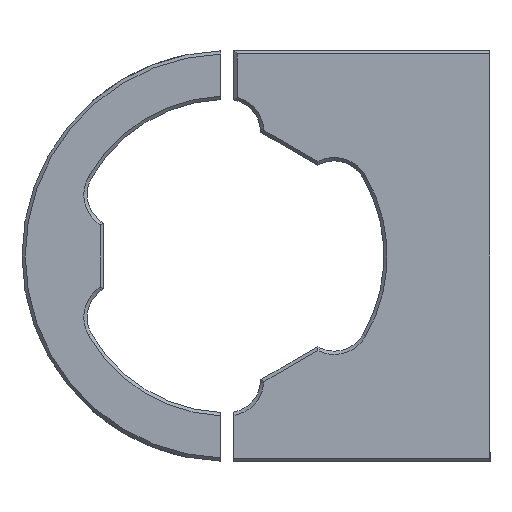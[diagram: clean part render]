
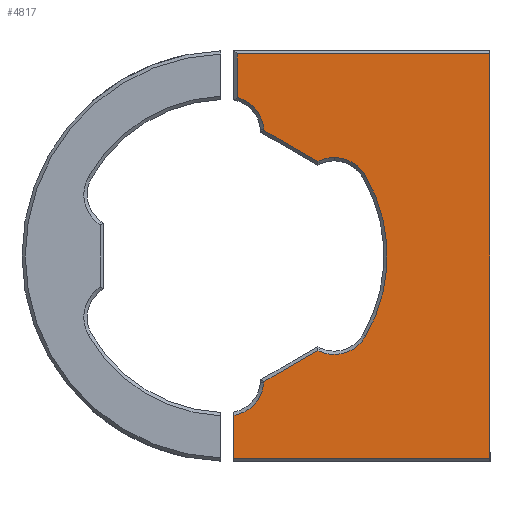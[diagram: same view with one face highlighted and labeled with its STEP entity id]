
A CAD part, left-side view. The second image highlights one B-rep face of the part: STEP entity #4817.
In plain terms, the highlighted planar face has unit normal (-1, 0, 0).
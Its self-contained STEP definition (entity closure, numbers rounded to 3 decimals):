
#2 = VERTEX_POINT ( 'NONE', #4501 ) ;
#5 = VERTEX_POINT ( 'NONE', #4503 ) ;
#6 = VERTEX_POINT ( 'NONE', #4502 ) ;
#27 = VERTEX_POINT ( 'NONE', #4524 ) ;
#29 = VERTEX_POINT ( 'NONE', #4526 ) ;
#30 = VERTEX_POINT ( 'NONE', #4527 ) ;
#33 = VERTEX_POINT ( 'NONE', #4530 ) ;
#38 = VERTEX_POINT ( 'NONE', #4535 ) ;
#41 = VERTEX_POINT ( 'NONE', #4538 ) ;
#42 = VERTEX_POINT ( 'NONE', #4539 ) ;
#44 = VERTEX_POINT ( 'NONE', #4541 ) ;
#46 = VERTEX_POINT ( 'NONE', #4543 ) ;
#49 = VERTEX_POINT ( 'NONE', #4546 ) ;
#51 = VERTEX_POINT ( 'NONE', #4548 ) ;
#254 = EDGE_LOOP ( 'NONE', ( #756, #757, #758, #759, #760, #761, #762, #763, #764, #765, #766, #767, #768, #896, #897, #898, #899 ) ) ;
#386 = EDGE_CURVE ( 'NONE', #5, #6, #1015, .T. ) ;
#411 = EDGE_CURVE ( 'NONE', #29, #2, #1051, .T. ) ;
#416 = EDGE_CURVE ( 'NONE', #2, #27, #1058, .T. ) ;
#419 = EDGE_CURVE ( 'NONE', #27, #33, #1049, .T. ) ;
#432 = EDGE_CURVE ( 'NONE', #33, #38, #1082, .T. ) ;
#442 = EDGE_CURVE ( 'NONE', #30, #42, #1090, .T. ) ;
#446 = EDGE_CURVE ( 'NONE', #41, #30, #1110, .T. ) ;
#451 = EDGE_CURVE ( 'NONE', #49, #46, #1118, .T. ) ;
#453 = EDGE_CURVE ( 'NONE', #6, #49, #1116, .T. ) ;
#458 = EDGE_CURVE ( 'NONE', #44, #51, #1127, .T. ) ;
#462 = EDGE_CURVE ( 'NONE', #51, #5, #1130, .T. ) ;
#473 = EDGE_CURVE ( 'NONE', #46, #4490, #1150, .T. ) ;
#475 = EDGE_CURVE ( 'NONE', #4490, #41, #1156, .T. ) ;
#756 = ORIENTED_EDGE ( 'NONE', *, *, #795, .F. ) ;
#757 = ORIENTED_EDGE ( 'NONE', *, *, #784, .F. ) ;
#758 = ORIENTED_EDGE ( 'NONE', *, *, #442, .F. ) ;
#759 = ORIENTED_EDGE ( 'NONE', *, *, #446, .F. ) ;
#760 = ORIENTED_EDGE ( 'NONE', *, *, #475, .F. ) ;
#761 = ORIENTED_EDGE ( 'NONE', *, *, #473, .F. ) ;
#762 = ORIENTED_EDGE ( 'NONE', *, *, #451, .F. ) ;
#763 = ORIENTED_EDGE ( 'NONE', *, *, #453, .F. ) ;
#764 = ORIENTED_EDGE ( 'NONE', *, *, #386, .F. ) ;
#765 = ORIENTED_EDGE ( 'NONE', *, *, #462, .F. ) ;
#766 = ORIENTED_EDGE ( 'NONE', *, *, #458, .F. ) ;
#767 = ORIENTED_EDGE ( 'NONE', *, *, #796, .F. ) ;
#768 = ORIENTED_EDGE ( 'NONE', *, *, #432, .F. ) ;
#784 = EDGE_CURVE ( 'NONE', #42, #4497, #1183, .T. ) ;
#795 = EDGE_CURVE ( 'NONE', #4497, #4392, #1664, .T. ) ;
#796 = EDGE_CURVE ( 'NONE', #38, #44, #1666, .T. ) ;
#797 = EDGE_CURVE ( 'NONE', #4392, #29, #1668, .T. ) ;
#829 = AXIS2_PLACEMENT_3D ( 'NONE', #1263, #1264, #1265 ) ;
#841 = AXIS2_PLACEMENT_3D ( 'NONE', #1328, #1329, #1330 ) ;
#852 = AXIS2_PLACEMENT_3D ( 'NONE', #1436, #1437, #1438 ) ;
#854 = AXIS2_PLACEMENT_3D ( 'NONE', #1447, #1448, #1449 ) ;
#857 = AXIS2_PLACEMENT_3D ( 'NONE', #1476, #1477, #1478 ) ;
#864 = AXIS2_PLACEMENT_3D ( 'NONE', #1542, #1543, #1544 ) ;
#896 = ORIENTED_EDGE ( 'NONE', *, *, #419, .F. ) ;
#897 = ORIENTED_EDGE ( 'NONE', *, *, #416, .F. ) ;
#898 = ORIENTED_EDGE ( 'NONE', *, *, #411, .F. ) ;
#899 = ORIENTED_EDGE ( 'NONE', *, *, #797, .F. ) ;
#1015 = CIRCLE ( 'NONE', #829, 5.5 ) ;
#1049 = LINE ( 'NONE', #1332, #1067 ) ;
#1051 = CIRCLE ( 'NONE', #841, 5.5 ) ;
#1058 = LINE ( 'NONE', #1340, #1061 ) ;
#1061 = VECTOR ( 'NONE', #1341, 1000. ) ;
#1067 = VECTOR ( 'NONE', #1347, 1000. ) ;
#1082 = LINE ( 'NONE', #1357, #1093 ) ;
#1090 = LINE ( 'NONE', #1396, #1105 ) ;
#1093 = VECTOR ( 'NONE', #1371, 1000. ) ;
#1105 = VECTOR ( 'NONE', #1400, 1000. ) ;
#1110 = LINE ( 'NONE', #1410, #1111 ) ;
#1111 = VECTOR ( 'NONE', #1411, 1000. ) ;
#1116 = LINE ( 'NONE', #1416, #1125 ) ;
#1118 = LINE ( 'NONE', #1419, #1121 ) ;
#1121 = VECTOR ( 'NONE', #1420, 1000. ) ;
#1125 = VECTOR ( 'NONE', #1424, 1000. ) ;
#1127 = CIRCLE ( 'NONE', #852, 24.35 ) ;
#1130 = CIRCLE ( 'NONE', #854, 5.5 ) ;
#1150 = LINE ( 'NONE', #1451, #1159 ) ;
#1156 = CIRCLE ( 'NONE', #857, 5.5 ) ;
#1159 = VECTOR ( 'NONE', #1469, 1000. ) ;
#1183 = LINE ( 'NONE', #1518, #1185 ) ;
#1185 = VECTOR ( 'NONE', #1519, 1000. ) ;
#1263 = CARTESIAN_POINT ( 'NONE',  ( -113.5, -16.288, 9.489 ) ) ;
#1264 = DIRECTION ( 'NONE',  ( -1., 0., 0. ) ) ;
#1265 = DIRECTION ( 'NONE',  ( 0., 0., 1. ) ) ;
#1328 = CARTESIAN_POINT ( 'NONE',  ( -113.5, -0.074, -18.85 ) ) ;
#1329 = DIRECTION ( 'NONE',  ( -1., 0., 0. ) ) ;
#1330 = DIRECTION ( 'NONE',  ( 0., 0., 1. ) ) ;
#1332 = CARTESIAN_POINT ( 'NONE',  ( -113.5, -5.57, -19.127 ) ) ;
#1340 = CARTESIAN_POINT ( 'NONE',  ( -113.5, -5.553, -19.329 ) ) ;
#1341 = DIRECTION ( 'NONE',  ( 0., -0.087, 0.996 ) ) ;
#1347 = DIRECTION ( 'NONE',  ( 0., -0.866, 0.5 ) ) ;
#1357 = CARTESIAN_POINT ( 'NONE',  ( -113.5, -13.78, -14.388 ) ) ;
#1371 = DIRECTION ( 'NONE',  ( 0., -0.906, -0.423 ) ) ;
#1396 = CARTESIAN_POINT ( 'NONE',  ( -113.5, -16.288, 30.763 ) ) ;
#1400 = DIRECTION ( 'NONE',  ( 0., -1., 0. ) ) ;
#1410 = CARTESIAN_POINT ( 'NONE',  ( -113.5, -1.5, -9.489 ) ) ;
#1411 = DIRECTION ( 'NONE',  ( 0., 0., 1. ) ) ;
#1416 = CARTESIAN_POINT ( 'NONE',  ( -113.5, -13.963, 14.473 ) ) ;
#1419 = CARTESIAN_POINT ( 'NONE',  ( -113.5, -13.78, 14.388 ) ) ;
#1420 = DIRECTION ( 'NONE',  ( 0., 0.866, 0.5 ) ) ;
#1424 = DIRECTION ( 'NONE',  ( 0., 0.906, -0.423 ) ) ;
#1436 = CARTESIAN_POINT ( 'NONE',  ( -113.5, 0., 0. ) ) ;
#1437 = DIRECTION ( 'NONE',  ( -1., 0., 0. ) ) ;
#1438 = DIRECTION ( 'NONE',  ( 0., 1., 0. ) ) ;
#1447 = CARTESIAN_POINT ( 'NONE',  ( -113.5, -16.288, 9.489 ) ) ;
#1448 = DIRECTION ( 'NONE',  ( -1., 0., 0. ) ) ;
#1449 = DIRECTION ( 'NONE',  ( 0., 0., 1. ) ) ;
#1451 = CARTESIAN_POINT ( 'NONE',  ( -113.5, -5.57, 19.127 ) ) ;
#1469 = DIRECTION ( 'NONE',  ( 0., 0.087, 0.996 ) ) ;
#1476 = CARTESIAN_POINT ( 'NONE',  ( -113.5, -0.074, 18.85 ) ) ;
#1477 = DIRECTION ( 'NONE',  ( -1., 0., 0. ) ) ;
#1478 = DIRECTION ( 'NONE',  ( 0., 0., 1. ) ) ;
#1518 = CARTESIAN_POINT ( 'NONE',  ( -113.5, -40., 31.263 ) ) ;
#1519 = DIRECTION ( 'NONE',  ( 0., 0., -1. ) ) ;
#1521 = DIRECTION ( 'NONE',  ( 0., 0., 1. ) ) ;
#1529 = CARTESIAN_POINT ( 'NONE',  ( -113.5, -1., -23.763 ) ) ;
#1540 = CARTESIAN_POINT ( 'NONE',  ( -113.5, -16.288, -30.763 ) ) ;
#1541 = DIRECTION ( 'NONE',  ( 0., 1., 0. ) ) ;
#1542 = CARTESIAN_POINT ( 'NONE',  ( -113.5, -16.288, -9.489 ) ) ;
#1543 = DIRECTION ( 'NONE',  ( -1., 0., 0. ) ) ;
#1544 = DIRECTION ( 'NONE',  ( 0., 0., 1. ) ) ;
#1595 = CARTESIAN_POINT ( 'NONE',  ( -113.5, -1., -30.763 ) ) ;
#1664 = LINE ( 'NONE', #1540, #1667 ) ;
#1666 = CIRCLE ( 'NONE', #864, 5.5 ) ;
#1667 = VECTOR ( 'NONE', #1541, 1000. ) ;
#1668 = LINE ( 'NONE', #1529, #1670 ) ;
#1670 = VECTOR ( 'NONE', #1521, 1000. ) ;
#1906 = CARTESIAN_POINT ( 'NONE',  ( -113.5, -5.553, 19.329 ) ) ;
#1912 = CARTESIAN_POINT ( 'NONE',  ( -113.5, -40., -30.763 ) ) ;
#4041 = PLANE ( 'NONE',  #4329 ) ;
#4060 = CARTESIAN_POINT ( 'NONE',  ( -113.5, -16.288, -9.489 ) ) ;
#4061 = DIRECTION ( 'NONE',  ( 1., 0., 0. ) ) ;
#4062 = DIRECTION ( 'NONE',  ( 0., 0., -1. ) ) ;
#4237 = FACE_OUTER_BOUND ( 'NONE', #254, .T. ) ;
#4329 = AXIS2_PLACEMENT_3D ( 'NONE', #4060, #4061, #4062 ) ;
#4392 = VERTEX_POINT ( 'NONE', #1595 ) ;
#4490 = VERTEX_POINT ( 'NONE', #1906 ) ;
#4497 = VERTEX_POINT ( 'NONE', #1912 ) ;
#4501 = CARTESIAN_POINT ( 'NONE',  ( -113.5, -5.553, -19.329 ) ) ;
#4502 = CARTESIAN_POINT ( 'NONE',  ( -113.5, -13.963, 14.473 ) ) ;
#4503 = CARTESIAN_POINT ( 'NONE',  ( -113.5, -16.288, 14.989 ) ) ;
#4524 = CARTESIAN_POINT ( 'NONE',  ( -113.5, -5.57, -19.127 ) ) ;
#4526 = CARTESIAN_POINT ( 'NONE',  ( -113.5, -1., -24.271 ) ) ;
#4527 = CARTESIAN_POINT ( 'NONE',  ( -113.5, -1.5, 30.763 ) ) ;
#4530 = CARTESIAN_POINT ( 'NONE',  ( -113.5, -13.78, -14.388 ) ) ;
#4535 = CARTESIAN_POINT ( 'NONE',  ( -113.5, -13.963, -14.473 ) ) ;
#4538 = CARTESIAN_POINT ( 'NONE',  ( -113.5, -1.5, 24.162 ) ) ;
#4539 = CARTESIAN_POINT ( 'NONE',  ( -113.5, -40., 30.763 ) ) ;
#4541 = CARTESIAN_POINT ( 'NONE',  ( -113.5, -21.04, -12.257 ) ) ;
#4543 = CARTESIAN_POINT ( 'NONE',  ( -113.5, -5.57, 19.127 ) ) ;
#4546 = CARTESIAN_POINT ( 'NONE',  ( -113.5, -13.78, 14.388 ) ) ;
#4548 = CARTESIAN_POINT ( 'NONE',  ( -113.5, -21.04, 12.257 ) ) ;
#4817 = ADVANCED_FACE ( 'NONE', ( #4237 ), #4041, .F. ) ;
